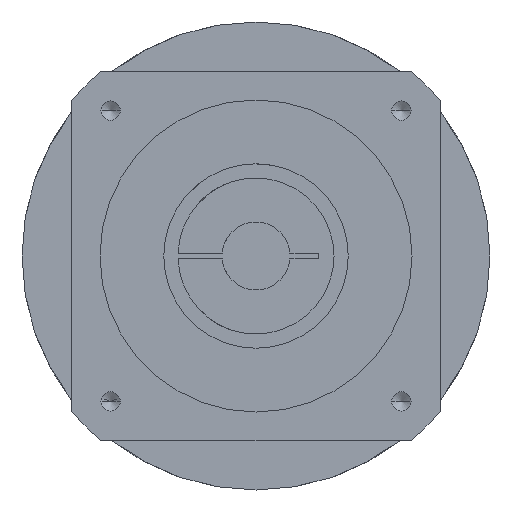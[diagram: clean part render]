
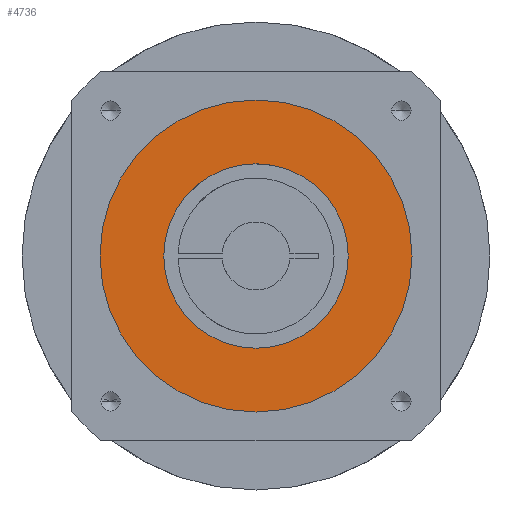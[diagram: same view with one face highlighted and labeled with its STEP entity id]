
A CAD part, front view. The second image highlights one B-rep face of the part: STEP entity #4736.
In plain terms, the highlighted face is planar.
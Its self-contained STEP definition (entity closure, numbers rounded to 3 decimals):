
#111 = CARTESIAN_POINT ( 'NONE',  ( 0., 70., 0. ) ) ;
#161 = EDGE_CURVE ( 'NONE', #4722, #883, #4327, .T. ) ;
#408 = DIRECTION ( 'NONE',  ( 0., 1., 0. ) ) ;
#457 = PLANE ( 'NONE',  #3967 ) ;
#558 = AXIS2_PLACEMENT_3D ( 'NONE', #1109, #3308, #1551 ) ;
#568 = ORIENTED_EDGE ( 'NONE', *, *, #2175, .T. ) ;
#883 = VERTEX_POINT ( 'NONE', #4950 ) ;
#1109 = CARTESIAN_POINT ( 'NONE',  ( 0., 70., 0. ) ) ;
#1346 = DIRECTION ( 'NONE',  ( 0., 1., 0. ) ) ;
#1483 = AXIS2_PLACEMENT_3D ( 'NONE', #111, #1880, #3162 ) ;
#1513 = EDGE_CURVE ( 'NONE', #1890, #4314, #2101, .T. ) ;
#1551 = DIRECTION ( 'NONE',  ( 0., 0., 1. ) ) ;
#1634 = AXIS2_PLACEMENT_3D ( 'NONE', #5620, #408, #3463 ) ;
#1701 = EDGE_LOOP ( 'NONE', ( #5396, #2860 ) ) ;
#1750 = CARTESIAN_POINT ( 'NONE',  ( 0., 70., -32.5 ) ) ;
#1880 = DIRECTION ( 'NONE',  ( 0., 1., 0. ) ) ;
#1890 = VERTEX_POINT ( 'NONE', #5141 ) ;
#2101 = CIRCLE ( 'NONE', #1483, 55. ) ;
#2175 = EDGE_CURVE ( 'NONE', #4314, #1890, #4119, .T. ) ;
#2180 = CARTESIAN_POINT ( 'NONE',  ( 0., 70., 0. ) ) ;
#2481 = FACE_OUTER_BOUND ( 'NONE', #2540, .T. ) ;
#2540 = EDGE_LOOP ( 'NONE', ( #568, #3297 ) ) ;
#2678 = EDGE_CURVE ( 'NONE', #883, #4722, #5411, .T. ) ;
#2860 = ORIENTED_EDGE ( 'NONE', *, *, #161, .F. ) ;
#3096 = DIRECTION ( 'NONE',  ( 0., 0., 1. ) ) ;
#3162 = DIRECTION ( 'NONE',  ( 0., 0., 1. ) ) ;
#3297 = ORIENTED_EDGE ( 'NONE', *, *, #1513, .T. ) ;
#3308 = DIRECTION ( 'NONE',  ( 0., 1., 0. ) ) ;
#3463 = DIRECTION ( 'NONE',  ( 0., 0., 1. ) ) ;
#3914 = FACE_BOUND ( 'NONE', #1701, .T. ) ;
#3945 = DIRECTION ( 'NONE',  ( 0., 1., 0. ) ) ;
#3949 = CARTESIAN_POINT ( 'NONE',  ( 0., 70., 0. ) ) ;
#3967 = AXIS2_PLACEMENT_3D ( 'NONE', #2180, #3945, #5639 ) ;
#4119 = CIRCLE ( 'NONE', #558, 55. ) ;
#4314 = VERTEX_POINT ( 'NONE', #5120 ) ;
#4327 = CIRCLE ( 'NONE', #1634, 32.5 ) ;
#4722 = VERTEX_POINT ( 'NONE', #1750 ) ;
#4736 = ADVANCED_FACE ( 'NONE', ( #3914, #2481 ), #457, .T. ) ;
#4950 = CARTESIAN_POINT ( 'NONE',  ( 0., 70., 32.5 ) ) ;
#4992 = AXIS2_PLACEMENT_3D ( 'NONE', #3949, #1346, #3096 ) ;
#5120 = CARTESIAN_POINT ( 'NONE',  ( 0., 70., 55. ) ) ;
#5141 = CARTESIAN_POINT ( 'NONE',  ( 0., 70., -55. ) ) ;
#5396 = ORIENTED_EDGE ( 'NONE', *, *, #2678, .F. ) ;
#5411 = CIRCLE ( 'NONE', #4992, 32.5 ) ;
#5620 = CARTESIAN_POINT ( 'NONE',  ( 0., 70., 0. ) ) ;
#5639 = DIRECTION ( 'NONE',  ( 0., 0., 1. ) ) ;
